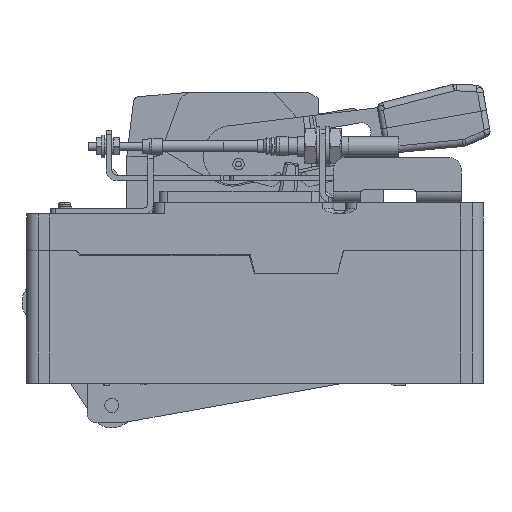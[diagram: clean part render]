
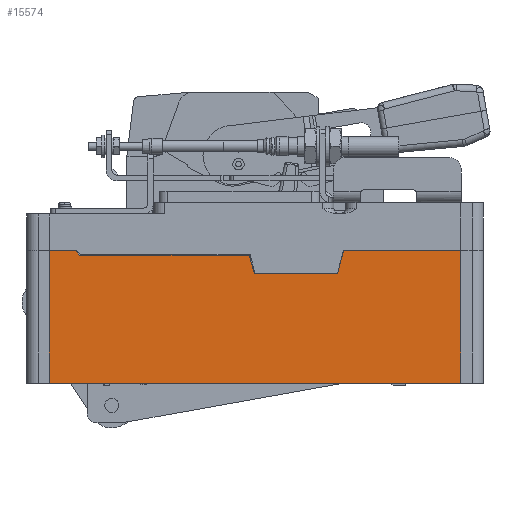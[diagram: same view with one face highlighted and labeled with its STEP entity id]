
A CAD part, left-side view. The second image highlights one B-rep face of the part: STEP entity #15574.
In plain terms, the highlighted face is planar.
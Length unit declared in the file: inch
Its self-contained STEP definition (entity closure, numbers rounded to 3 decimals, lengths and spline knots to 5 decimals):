
#401 = VECTOR ( 'NONE', #5354, 39.37008 ) ;
#2951 = DIRECTION ( 'NONE',  ( 0., 1., 0. ) ) ;
#3467 = CARTESIAN_POINT ( 'NONE',  ( 12.745, 0., -0.516 ) ) ;
#3801 = DIRECTION ( 'NONE',  ( 0., 0.259, -0.966 ) ) ;
#4338 = LINE ( 'NONE', #66072, #59118 ) ;
#4430 = DIRECTION ( 'NONE',  ( 0., -1., 0. ) ) ;
#4873 = ORIENTED_EDGE ( 'NONE', *, *, #7408, .F. ) ;
#5354 = DIRECTION ( 'NONE',  ( 0., 0.259, 0.966 ) ) ;
#5425 = VERTEX_POINT ( 'NONE', #74944 ) ;
#7408 = EDGE_CURVE ( 'NONE', #29132, #27025, #66030, .T. ) ;
#7967 = EDGE_CURVE ( 'NONE', #29657, #24845, #97845, .T. ) ;
#9545 = EDGE_CURVE ( 'NONE', #48004, #66019, #11679, .T. ) ;
#9603 = LINE ( 'NONE', #3467, #70744 ) ;
#10362 = LINE ( 'NONE', #95613, #73176 ) ;
#11269 = VECTOR ( 'NONE', #28494, 39.37008 ) ;
#11679 = LINE ( 'NONE', #58613, #11269 ) ;
#14194 = CARTESIAN_POINT ( 'NONE',  ( 12.745, 3.68, 0. ) ) ;
#14780 = VECTOR ( 'NONE', #4430, 39.37008 ) ;
#15574 = ADVANCED_FACE ( 'NONE', ( #51644 ), #98137, .T. ) ;
#17281 = DIRECTION ( 'NONE',  ( 0., 0., 1. ) ) ;
#18751 = ORIENTED_EDGE ( 'NONE', *, *, #7967, .T. ) ;
#20531 = DIRECTION ( 'NONE',  ( 0., 1., 0. ) ) ;
#22079 = LINE ( 'NONE', #54231, #27913 ) ;
#23598 = DIRECTION ( 'NONE',  ( 0., 0., 1. ) ) ;
#24599 = CARTESIAN_POINT ( 'NONE',  ( 12.745, 0.945, -0.516 ) ) ;
#24845 = VERTEX_POINT ( 'NONE', #41522 ) ;
#27025 = VERTEX_POINT ( 'NONE', #51132 ) ;
#27638 = CARTESIAN_POINT ( 'NONE',  ( 12.745, 0., 0. ) ) ;
#27913 = VECTOR ( 'NONE', #23598, 39.37008 ) ;
#28494 = DIRECTION ( 'NONE',  ( 0., 0.707, -0.707 ) ) ;
#29132 = VERTEX_POINT ( 'NONE', #98894 ) ;
#29657 = VERTEX_POINT ( 'NONE', #14194 ) ;
#30125 = ORIENTED_EDGE ( 'NONE', *, *, #9545, .F. ) ;
#38963 = ORIENTED_EDGE ( 'NONE', *, *, #47193, .T. ) ;
#41476 = DIRECTION ( 'NONE',  ( 0., 1., 0. ) ) ;
#41522 = CARTESIAN_POINT ( 'NONE',  ( 12.745, 1.08326, 0. ) ) ;
#47193 = EDGE_CURVE ( 'NONE', #58768, #5425, #98160, .T. ) ;
#48004 = VERTEX_POINT ( 'NONE', #71241 ) ;
#51132 = CARTESIAN_POINT ( 'NONE',  ( 12.745, -0.899, -0.516 ) ) ;
#51644 = FACE_OUTER_BOUND ( 'NONE', #100771, .T. ) ;
#54231 = CARTESIAN_POINT ( 'NONE',  ( 12.745, -5.445, 0. ) ) ;
#54280 = EDGE_CURVE ( 'NONE', #48004, #72806, #4338, .T. ) ;
#54500 = VECTOR ( 'NONE', #20531, 39.37008 ) ;
#55434 = ORIENTED_EDGE ( 'NONE', *, *, #55512, .F. ) ;
#55512 = EDGE_CURVE ( 'NONE', #27025, #82557, #9603, .T. ) ;
#56347 = ORIENTED_EDGE ( 'NONE', *, *, #54280, .T. ) ;
#58271 = DIRECTION ( 'NONE',  ( 1., 0., 0. ) ) ;
#58613 = CARTESIAN_POINT ( 'NONE',  ( 12.745, -4.878, 0. ) ) ;
#58768 = VERTEX_POINT ( 'NONE', #67901 ) ;
#58809 = CARTESIAN_POINT ( 'NONE',  ( 12.745, 4.18, -2.938 ) ) ;
#59118 = VECTOR ( 'NONE', #95723, 39.37008 ) ;
#60621 = ORIENTED_EDGE ( 'NONE', *, *, #92534, .F. ) ;
#61536 = ORIENTED_EDGE ( 'NONE', *, *, #78818, .F. ) ;
#66019 = VERTEX_POINT ( 'NONE', #73458 ) ;
#66030 = LINE ( 'NONE', #75741, #79843 ) ;
#66072 = CARTESIAN_POINT ( 'NONE',  ( 12.745, 4.18, 0. ) ) ;
#67399 = VECTOR ( 'NONE', #17281, 39.37008 ) ;
#67901 = CARTESIAN_POINT ( 'NONE',  ( 12.745, -5.445, -2.938 ) ) ;
#68946 = ORIENTED_EDGE ( 'NONE', *, *, #76607, .F. ) ;
#69109 = LINE ( 'NONE', #99251, #401 ) ;
#69971 = AXIS2_PLACEMENT_3D ( 'NONE', #27638, #58271, #89441 ) ;
#70744 = VECTOR ( 'NONE', #2951, 39.37008 ) ;
#71241 = CARTESIAN_POINT ( 'NONE',  ( 12.745, -4.878, 0. ) ) ;
#71370 = CARTESIAN_POINT ( 'NONE',  ( 12.745, 3.68, 0. ) ) ;
#72806 = VERTEX_POINT ( 'NONE', #93156 ) ;
#73176 = VECTOR ( 'NONE', #41476, 39.37008 ) ;
#73458 = CARTESIAN_POINT ( 'NONE',  ( 12.745, -4.773, -0.105 ) ) ;
#74944 = CARTESIAN_POINT ( 'NONE',  ( 12.745, 3.68, -2.938 ) ) ;
#75041 = LINE ( 'NONE', #71370, #67399 ) ;
#75741 = CARTESIAN_POINT ( 'NONE',  ( 12.745, -0.96778, -0.25932 ) ) ;
#76607 = EDGE_CURVE ( 'NONE', #58768, #72806, #22079, .T. ) ;
#78818 = EDGE_CURVE ( 'NONE', #82557, #24845, #69109, .T. ) ;
#79843 = VECTOR ( 'NONE', #3801, 39.37008 ) ;
#80644 = EDGE_CURVE ( 'NONE', #5425, #29657, #75041, .T. ) ;
#82557 = VERTEX_POINT ( 'NONE', #24599 ) ;
#83557 = CARTESIAN_POINT ( 'NONE',  ( 12.745, 4.18, 0. ) ) ;
#89441 = DIRECTION ( 'NONE',  ( 0., 0., -1. ) ) ;
#92534 = EDGE_CURVE ( 'NONE', #66019, #29132, #10362, .T. ) ;
#93156 = CARTESIAN_POINT ( 'NONE',  ( 12.745, -5.445, 0. ) ) ;
#93618 = ORIENTED_EDGE ( 'NONE', *, *, #80644, .T. ) ;
#95613 = CARTESIAN_POINT ( 'NONE',  ( 12.745, -4.429, -0.105 ) ) ;
#95723 = DIRECTION ( 'NONE',  ( 0., -1., 0. ) ) ;
#97845 = LINE ( 'NONE', #83557, #14780 ) ;
#98137 = PLANE ( 'NONE',  #69971 ) ;
#98160 = LINE ( 'NONE', #58809, #54500 ) ;
#98894 = CARTESIAN_POINT ( 'NONE',  ( 12.745, -1.00913, -0.105 ) ) ;
#99251 = CARTESIAN_POINT ( 'NONE',  ( 12.745, 1.0107, -0.27082 ) ) ;
#100771 = EDGE_LOOP ( 'NONE', ( #60621, #30125, #56347, #68946, #38963, #93618, #18751, #61536, #55434, #4873 ) ) ;
